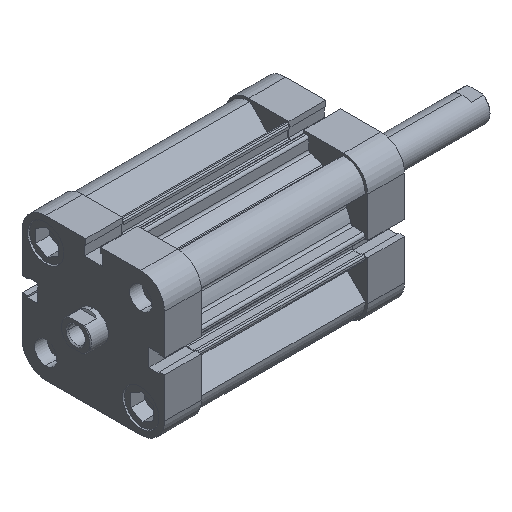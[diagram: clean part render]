
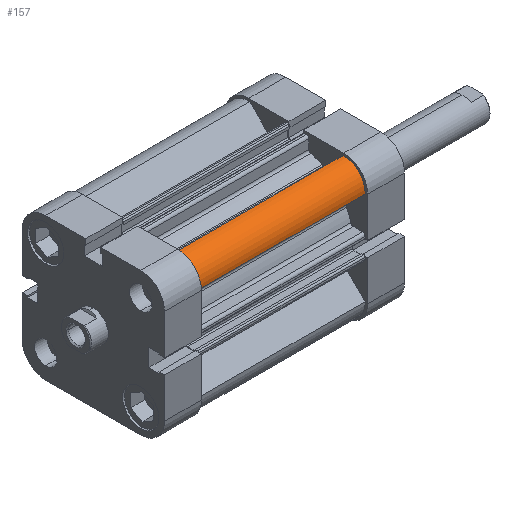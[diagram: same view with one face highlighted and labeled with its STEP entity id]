
A CAD part, isometric view. The second image highlights one B-rep face of the part: STEP entity #157.
In plain terms, the highlighted cylindrical face has radius 8.5 mm (diameter 17 mm), a partial arc.
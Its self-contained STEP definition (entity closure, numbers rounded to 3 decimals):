
#157 = ADVANCED_FACE ( 'NONE', ( #7781 ), #7784, .T. ) ;
#459 = DIRECTION ( 'NONE',  ( -1., 0., 0. ) ) ;
#487 = DIRECTION ( 'NONE',  ( 0., 0., -1. ) ) ;
#508 = CARTESIAN_POINT ( 'NONE',  ( 19., -19., 66.5 ) ) ;
#918 = CARTESIAN_POINT ( 'NONE',  ( 18.654, -27.493, 66.5 ) ) ;
#919 = DIRECTION ( 'NONE',  ( 0., 0., -1. ) ) ;
#1006 = CARTESIAN_POINT ( 'NONE',  ( 19., -19., 0. ) ) ;
#1009 = DIRECTION ( 'NONE',  ( 0., 0., 1. ) ) ;
#1010 = DIRECTION ( 'NONE',  ( -1., 0., 0. ) ) ;
#1218 = CARTESIAN_POINT ( 'NONE',  ( 27.493, -18.654, 0. ) ) ;
#1392 = CARTESIAN_POINT ( 'NONE',  ( 18.654, -27.493, 0. ) ) ;
#1590 = EDGE_CURVE ( 'NONE', #5109, #4687, #2235, .T. ) ;
#1630 = EDGE_CURVE ( 'NONE', #4687, #4434, #2312, .T. ) ;
#2235 = LINE ( 'NONE', #918, #2236 ) ;
#2236 = VECTOR ( 'NONE', #919, 1000. ) ;
#2312 = CIRCLE ( 'NONE', #6274, 8.5 ) ;
#3031 = LINE ( 'NONE', #4135, #3032 ) ;
#3032 = VECTOR ( 'NONE', #4136, 1000. ) ;
#3154 = CIRCLE ( 'NONE', #6438, 8.5 ) ;
#3274 = CARTESIAN_POINT ( 'NONE',  ( 18.654, -27.493, 66.5 ) ) ;
#3321 = CARTESIAN_POINT ( 'NONE',  ( 27.493, -18.654, 66.5 ) ) ;
#4135 = CARTESIAN_POINT ( 'NONE',  ( 27.493, -18.654, 66.5 ) ) ;
#4136 = DIRECTION ( 'NONE',  ( 0., 0., -1. ) ) ;
#4304 = CARTESIAN_POINT ( 'NONE',  ( 19., -19., 66.5 ) ) ;
#4309 = DIRECTION ( 'NONE',  ( 0., 0., 1. ) ) ;
#4310 = DIRECTION ( 'NONE',  ( -1., 0., 0. ) ) ;
#4434 = VERTEX_POINT ( 'NONE', #1218 ) ;
#4687 = VERTEX_POINT ( 'NONE', #1392 ) ;
#5109 = VERTEX_POINT ( 'NONE', #3274 ) ;
#5192 = VERTEX_POINT ( 'NONE', #3321 ) ;
#5871 = EDGE_CURVE ( 'NONE', #5192, #4434, #3031, .T. ) ;
#5944 = EDGE_CURVE ( 'NONE', #5109, #5192, #3154, .T. ) ;
#6105 = AXIS2_PLACEMENT_3D ( 'NONE', #508, #487, #459 ) ;
#6274 = AXIS2_PLACEMENT_3D ( 'NONE', #1006, #1009, #1010 ) ;
#6438 = AXIS2_PLACEMENT_3D ( 'NONE', #4304, #4309, #4310 ) ;
#6886 = ORIENTED_EDGE ( 'NONE', *, *, #1590, .T. ) ;
#6887 = ORIENTED_EDGE ( 'NONE', *, *, #5944, .F. ) ;
#6888 = ORIENTED_EDGE ( 'NONE', *, *, #5871, .F. ) ;
#6889 = ORIENTED_EDGE ( 'NONE', *, *, #1630, .T. ) ;
#7448 = EDGE_LOOP ( 'NONE', ( #6889, #6888, #6887, #6886 ) ) ;
#7781 = FACE_OUTER_BOUND ( 'NONE', #7448, .T. ) ;
#7784 = CYLINDRICAL_SURFACE ( 'NONE', #6105, 8.5 ) ;
